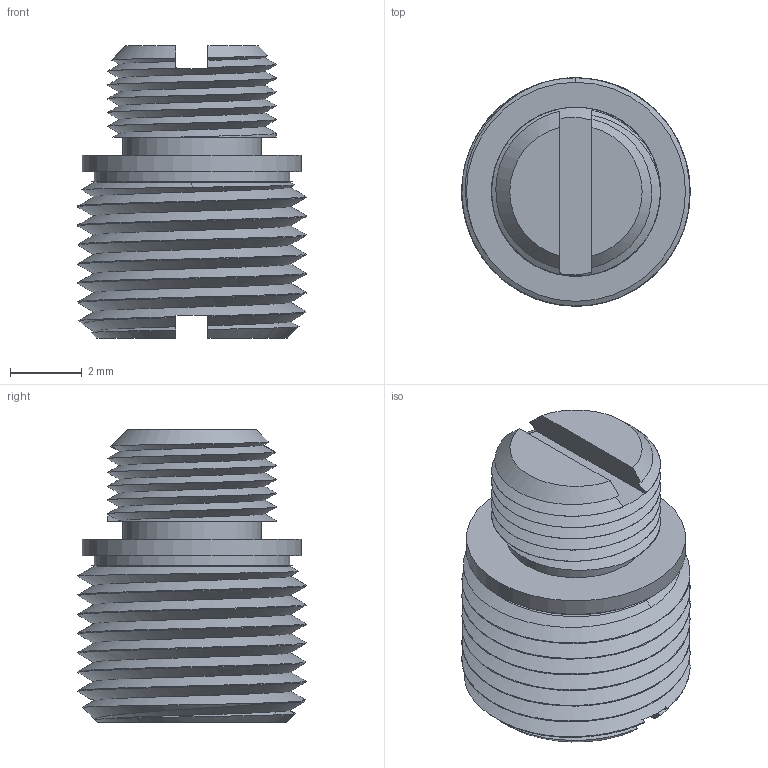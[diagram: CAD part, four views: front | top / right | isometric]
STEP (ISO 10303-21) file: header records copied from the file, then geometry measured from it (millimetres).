
FILE_DESCRIPTION(/* description */ (''),/* implementation_level */ '2;1');
FILE_NAME(/* name */ 'MHT160-1A.stp',/* time_stamp */ '2026-02-03T09:46:05-05:00',/* author */ ('cthayer'),/* organization */ (''),/* preprocessor_version */ 'ST-DEVELOPER v20',/* originating_system */ 'Autodesk Inventor 2025',/* authorisation */ '');
FILE_SCHEMA (('AUTOMOTIVE_DESIGN { 1 0 10303 214 3 1 1 }'));
Length unit declared in the file: inch
Products named in the file (1): MH108-3B
Bounding box: 6.36 x 6.36 x 8.13 mm (x, y, z)
Volume: 176.2 mm3; surface area: 312.2 mm2
Topology: 1 solids, 1 shells, 53 faces, 133 edges, 86 vertices
Faces by surface type: cylinder 19, plane 15, bspline 10, cone 9
Full cylindrical faces by diameter (mm): 3.861 x1, 4.699 x4, 5.436 x1, 6.096 x1, 6.35 x4
Entity records: 3507 total; most frequent: CARTESIAN_POINT 2308, ORIENTED_EDGE 266, DIRECTION 153, EDGE_CURVE 133, VERTEX_POINT 86, B_SPLINE_CURVE_WITH_KNOTS 76, AXIS2_PLACEMENT_3D 62, EDGE_LOOP 57
